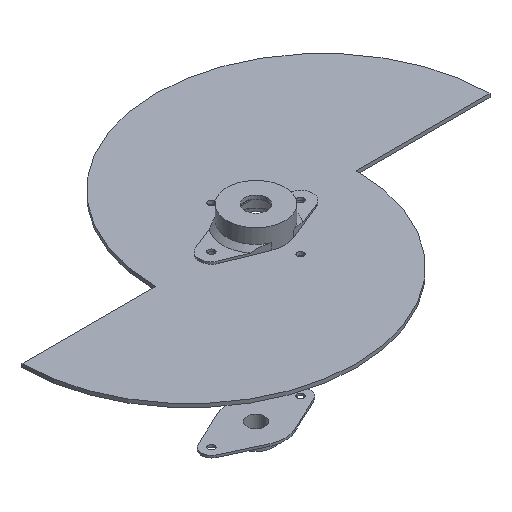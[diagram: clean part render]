
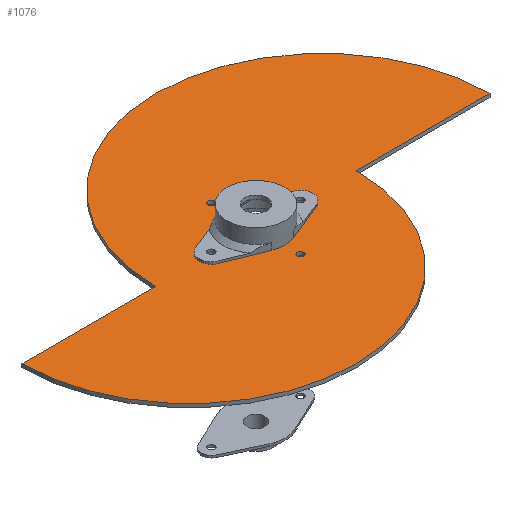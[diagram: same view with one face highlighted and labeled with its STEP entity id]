
A CAD part, isometric view. The second image highlights one B-rep face of the part: STEP entity #1076.
In plain terms, the highlighted planar face has unit normal (0, 0, 1).
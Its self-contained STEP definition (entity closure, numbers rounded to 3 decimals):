
#55=FACE_BOUND('',#281,.T.);
#56=FACE_BOUND('',#282,.T.);
#57=FACE_BOUND('',#283,.T.);
#58=FACE_BOUND('',#284,.T.);
#59=FACE_BOUND('',#285,.T.);
#140=CIRCLE('',#1200,1.5);
#142=CIRCLE('',#1203,1.5);
#144=CIRCLE('',#1206,11.5);
#146=CIRCLE('',#1209,1.5);
#148=CIRCLE('',#1212,1.5);
#149=CIRCLE('',#1214,75.);
#151=CIRCLE('',#1218,75.);
#208=FACE_OUTER_BOUND('',#280,.T.);
#280=EDGE_LOOP('',(#972,#973,#974,#975));
#281=EDGE_LOOP('',(#976));
#282=EDGE_LOOP('',(#977));
#283=EDGE_LOOP('',(#978));
#284=EDGE_LOOP('',(#979));
#285=EDGE_LOOP('',(#980));
#366=LINE('',#1918,#446);
#370=LINE('',#1929,#450);
#446=VECTOR('',#1526,10.);
#450=VECTOR('',#1538,10.);
#532=VERTEX_POINT('',#1880);
#534=VERTEX_POINT('',#1886);
#536=VERTEX_POINT('',#1892);
#538=VERTEX_POINT('',#1898);
#540=VERTEX_POINT('',#1904);
#541=VERTEX_POINT('',#1908);
#542=VERTEX_POINT('',#1909);
#545=VERTEX_POINT('',#1917);
#547=VERTEX_POINT('',#1923);
#671=EDGE_CURVE('',#532,#532,#140,.T.);
#674=EDGE_CURVE('',#534,#534,#142,.T.);
#677=EDGE_CURVE('',#536,#536,#144,.T.);
#680=EDGE_CURVE('',#538,#538,#146,.T.);
#683=EDGE_CURVE('',#540,#540,#148,.T.);
#684=EDGE_CURVE('',#541,#542,#149,.T.);
#688=EDGE_CURVE('',#545,#541,#366,.T.);
#691=EDGE_CURVE('',#547,#545,#151,.T.);
#694=EDGE_CURVE('',#542,#547,#370,.T.);
#972=ORIENTED_EDGE('',*,*,#694,.F.);
#973=ORIENTED_EDGE('',*,*,#684,.F.);
#974=ORIENTED_EDGE('',*,*,#688,.F.);
#975=ORIENTED_EDGE('',*,*,#691,.F.);
#976=ORIENTED_EDGE('',*,*,#683,.F.);
#977=ORIENTED_EDGE('',*,*,#680,.F.);
#978=ORIENTED_EDGE('',*,*,#677,.F.);
#979=ORIENTED_EDGE('',*,*,#674,.F.);
#980=ORIENTED_EDGE('',*,*,#671,.F.);
#1019=PLANE('',#1221);
#1076=ADVANCED_FACE('',(#208,#55,#56,#57,#58,#59),#1019,.T.);
#1200=AXIS2_PLACEMENT_3D('',#1882,#1486,#1487);
#1203=AXIS2_PLACEMENT_3D('',#1888,#1493,#1494);
#1206=AXIS2_PLACEMENT_3D('',#1894,#1500,#1501);
#1209=AXIS2_PLACEMENT_3D('',#1900,#1507,#1508);
#1212=AXIS2_PLACEMENT_3D('',#1906,#1514,#1515);
#1214=AXIS2_PLACEMENT_3D('',#1910,#1518,#1519);
#1218=AXIS2_PLACEMENT_3D('',#1924,#1531,#1532);
#1221=AXIS2_PLACEMENT_3D('',#1931,#1540,#1541);
#1486=DIRECTION('center_axis',(0.,0.,1.));
#1487=DIRECTION('ref_axis',(1.,0.,0.));
#1493=DIRECTION('center_axis',(0.,0.,1.));
#1494=DIRECTION('ref_axis',(1.,0.,0.));
#1500=DIRECTION('center_axis',(0.,0.,1.));
#1501=DIRECTION('ref_axis',(1.,0.,0.));
#1507=DIRECTION('center_axis',(0.,0.,1.));
#1508=DIRECTION('ref_axis',(1.,0.,0.));
#1514=DIRECTION('center_axis',(0.,0.,1.));
#1515=DIRECTION('ref_axis',(1.,0.,0.));
#1518=DIRECTION('center_axis',(0.,0.,-1.));
#1519=DIRECTION('ref_axis',(1.,0.,0.));
#1526=DIRECTION('',(1.,0.,0.));
#1531=DIRECTION('center_axis',(0.,0.,-1.));
#1532=DIRECTION('ref_axis',(-1.,0.,0.));
#1538=DIRECTION('',(-1.,0.,0.));
#1540=DIRECTION('center_axis',(0.,0.,1.));
#1541=DIRECTION('ref_axis',(1.,0.,0.));
#1880=CARTESIAN_POINT('',(-1.5,-20.,75.));
#1882=CARTESIAN_POINT('Origin',(0.,-20.,75.));
#1886=CARTESIAN_POINT('',(-21.5,0.,75.));
#1888=CARTESIAN_POINT('Origin',(-20.,0.,75.));
#1892=CARTESIAN_POINT('',(-11.5,0.,75.));
#1894=CARTESIAN_POINT('Origin',(0.,0.,75.));
#1898=CARTESIAN_POINT('',(-1.5,20.,75.));
#1900=CARTESIAN_POINT('Origin',(0.,20.,75.));
#1904=CARTESIAN_POINT('',(18.5,0.,75.));
#1906=CARTESIAN_POINT('Origin',(20.,0.,75.));
#1908=CARTESIAN_POINT('',(-45.,0.,75.));
#1909=CARTESIAN_POINT('',(105.,0.,75.));
#1910=CARTESIAN_POINT('Origin',(30.,0.,75.));
#1917=CARTESIAN_POINT('',(-105.,0.,75.));
#1918=CARTESIAN_POINT('',(-22.5,0.,75.));
#1923=CARTESIAN_POINT('',(45.,0.,75.));
#1924=CARTESIAN_POINT('Origin',(-30.,0.,75.));
#1929=CARTESIAN_POINT('',(22.5,0.,75.));
#1931=CARTESIAN_POINT('Origin',(0.,0.,75.));
